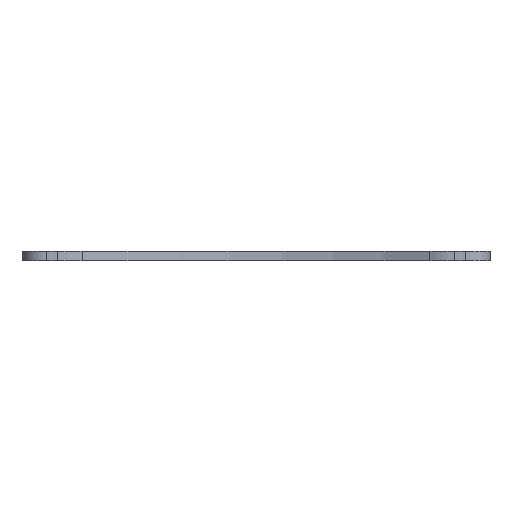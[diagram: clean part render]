
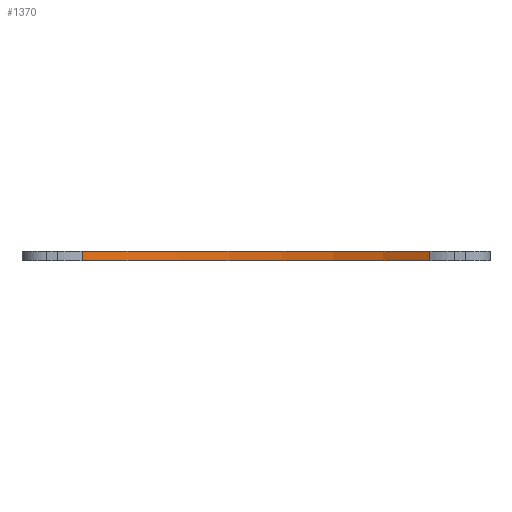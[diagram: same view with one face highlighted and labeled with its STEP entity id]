
A CAD part, front view. The second image highlights one B-rep face of the part: STEP entity #1370.
In plain terms, the highlighted cylindrical face has radius 140 mm (diameter 280 mm), a partial arc.
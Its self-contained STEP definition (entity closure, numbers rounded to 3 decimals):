
#44 = EDGE_CURVE ( 'NONE', #89, #587, #2066, .T. ) ;
#45 = EDGE_CURVE ( 'NONE', #620, #218, #519, .T. ) ;
#64 = DIRECTION ( 'NONE',  ( 0., 0., -1. ) ) ;
#89 = VERTEX_POINT ( 'NONE', #2509 ) ;
#129 = DIRECTION ( 'NONE',  ( 1., 0., 0. ) ) ;
#218 = VERTEX_POINT ( 'NONE', #1332 ) ;
#236 = CYLINDRICAL_SURFACE ( 'NONE', #707, 140. ) ;
#286 = CIRCLE ( 'NONE', #1954, 140. ) ;
#344 = CARTESIAN_POINT ( 'NONE',  ( 0., -213.216, 0. ) ) ;
#369 = DIRECTION ( 'NONE',  ( 0., 0., 1. ) ) ;
#370 = EDGE_LOOP ( 'NONE', ( #779, #938, #1294, #601 ) ) ;
#519 = LINE ( 'NONE', #847, #2515 ) ;
#576 = CARTESIAN_POINT ( 'NONE',  ( 70.525, -92.277, 0. ) ) ;
#587 = VERTEX_POINT ( 'NONE', #768 ) ;
#601 = ORIENTED_EDGE ( 'NONE', *, *, #45, .T. ) ;
#620 = VERTEX_POINT ( 'NONE', #576 ) ;
#653 = CARTESIAN_POINT ( 'NONE',  ( 0., -213.216, 4. ) ) ;
#707 = AXIS2_PLACEMENT_3D ( 'NONE', #344, #369, #129 ) ;
#712 = FACE_OUTER_BOUND ( 'NONE', #370, .T. ) ;
#768 = CARTESIAN_POINT ( 'NONE',  ( -70.525, -92.277, 0. ) ) ;
#779 = ORIENTED_EDGE ( 'NONE', *, *, #827, .T. ) ;
#827 = EDGE_CURVE ( 'NONE', #218, #89, #1336, .T. ) ;
#847 = CARTESIAN_POINT ( 'NONE',  ( 70.525, -92.277, 0. ) ) ;
#852 = DIRECTION ( 'NONE',  ( -1., 0., 0. ) ) ;
#880 = CARTESIAN_POINT ( 'NONE',  ( 0., -213.216, 0. ) ) ;
#938 = ORIENTED_EDGE ( 'NONE', *, *, #44, .T. ) ;
#1053 = CARTESIAN_POINT ( 'NONE',  ( -70.525, -92.277, 0. ) ) ;
#1082 = DIRECTION ( 'NONE',  ( -1., 0., 0. ) ) ;
#1294 = ORIENTED_EDGE ( 'NONE', *, *, #2469, .F. ) ;
#1332 = CARTESIAN_POINT ( 'NONE',  ( 70.525, -92.277, 4. ) ) ;
#1336 = CIRCLE ( 'NONE', #1831, 140. ) ;
#1370 = ADVANCED_FACE ( 'NONE', ( #712 ), #236, .F. ) ;
#1546 = VECTOR ( 'NONE', #64, 1000. ) ;
#1831 = AXIS2_PLACEMENT_3D ( 'NONE', #653, #2015, #852 ) ;
#1954 = AXIS2_PLACEMENT_3D ( 'NONE', #880, #2217, #1082 ) ;
#2015 = DIRECTION ( 'NONE',  ( 0., 0., 1. ) ) ;
#2066 = LINE ( 'NONE', #1053, #1546 ) ;
#2217 = DIRECTION ( 'NONE',  ( 0., 0., 1. ) ) ;
#2285 = DIRECTION ( 'NONE',  ( 0., 0., 1. ) ) ;
#2469 = EDGE_CURVE ( 'NONE', #620, #587, #286, .T. ) ;
#2509 = CARTESIAN_POINT ( 'NONE',  ( -70.525, -92.277, 4. ) ) ;
#2515 = VECTOR ( 'NONE', #2285, 1000. ) ;
